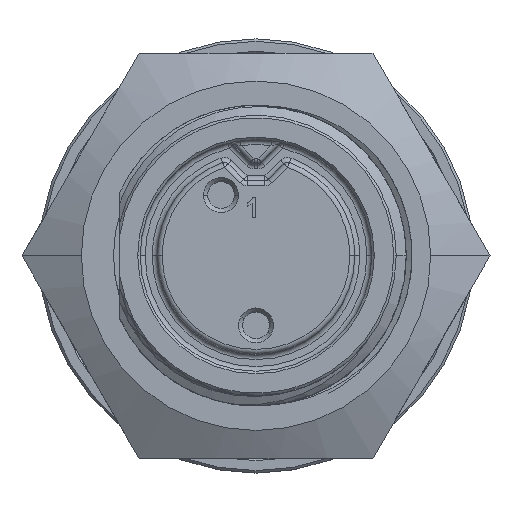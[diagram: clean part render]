
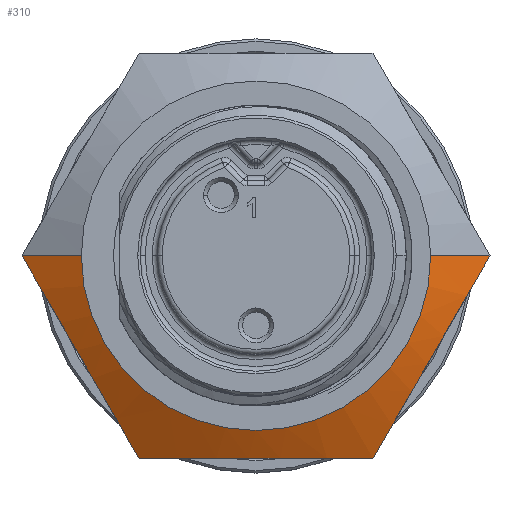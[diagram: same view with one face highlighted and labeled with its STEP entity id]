
A CAD part, top view. The second image highlights one B-rep face of the part: STEP entity #310.
In plain terms, the highlighted conical face has half-angle 61.689 degrees and reference radius 8.89 mm.
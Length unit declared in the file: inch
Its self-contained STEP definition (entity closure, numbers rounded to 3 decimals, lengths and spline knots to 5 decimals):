
#117 = CARTESIAN_POINT ( 'NONE',  ( -0.03979, -0.406, 0.32002 ) ) ;
#310 = ADVANCED_FACE ( 'NONE', ( #5522 ), #25225, .T. ) ;
#1321 = DIRECTION ( 'NONE',  ( -0.88, 0., -0.474 ) ) ;
#1622 = CARTESIAN_POINT ( 'NONE',  ( 0.31188, -0.27181, 0.31758 ) ) ;
#1960 = CARTESIAN_POINT ( 'NONE',  ( -0.43031, -0.06668, 0.30582 ) ) ;
#1996 = B_SPLINE_CURVE_WITH_KNOTS ( 'NONE', 3,
 ( #25578, #11804, #1960, #15783, #3950, #17753, #5961, #19711, #7927, #21683, #9923, #23681 ),
 .UNSPECIFIED., .F., .F.,
 ( 4, 2, 2, 2, 2, 4 ),
 ( 0., 0.003, 0.00601, 0.00751, 0.00901, 0.01201 ),
 .UNSPECIFIED. ) ;
#2026 = CARTESIAN_POINT ( 'NONE',  ( -0.2344, -0.406, 0.28698 ) ) ;
#2115 = CARTESIAN_POINT ( 'NONE',  ( 0.0394, -0.406, 0.32082 ) ) ;
#2117 = CARTESIAN_POINT ( 'NONE',  ( 0., 0., 0.35098 ) ) ;
#2510 = CARTESIAN_POINT ( 'NONE',  ( 0.35, 0., 0.35098 ) ) ;
#2534 = AXIS2_PLACEMENT_3D ( 'NONE', #2117, #9990, #11961 ) ;
#3619 = CARTESIAN_POINT ( 'NONE',  ( 0.36138, -0.18608, 0.32082 ) ) ;
#3950 = CARTESIAN_POINT ( 'NONE',  ( -0.37166, -0.16826, 0.32079 ) ) ;
#4100 = CARTESIAN_POINT ( 'NONE',  ( 0.15708, -0.406, 0.30589 ) ) ;
#4746 = VERTEX_POINT ( 'NONE', #15125 ) ;
#5522 = FACE_OUTER_BOUND ( 'NONE', #20303, .T. ) ;
#5604 = CARTESIAN_POINT ( 'NONE',  ( 0.46881, 0., 0.28698 ) ) ;
#5609 = CARTESIAN_POINT ( 'NONE',  ( 0.39111, -0.13457, 0.31696 ) ) ;
#5719 = ORIENTED_EDGE ( 'NONE', *, *, #23473, .T. ) ;
#5961 = CARTESIAN_POINT ( 'NONE',  ( -0.33186, -0.2372, 0.32003 ) ) ;
#6107 = CARTESIAN_POINT ( 'NONE',  ( 0.2344, -0.406, 0.28698 ) ) ;
#6146 = VERTEX_POINT ( 'NONE', #20882 ) ;
#7365 = CARTESIAN_POINT ( 'NONE',  ( 0.2344, -0.406, 0.28698 ) ) ;
#7580 = CARTESIAN_POINT ( 'NONE',  ( 0.43026, -0.06677, 0.30584 ) ) ;
#7675 = LINE ( 'NONE', #2510, #22738 ) ;
#7927 = CARTESIAN_POINT ( 'NONE',  ( -0.30228, -0.28844, 0.31467 ) ) ;
#8297 = VECTOR ( 'NONE', #1321, 39.37008 ) ;
#8391 = CARTESIAN_POINT ( 'NONE',  ( 0., 0., 0.35098 ) ) ;
#8908 = LINE ( 'NONE', #24928, #8297 ) ;
#9492 = CARTESIAN_POINT ( 'NONE',  ( 0.2344, -0.406, 0.28698 ) ) ;
#9579 = CARTESIAN_POINT ( 'NONE',  ( 0.46881, 0., 0.28698 ) ) ;
#9617 = EDGE_CURVE ( 'NONE', #6146, #10316, #7675, .T. ) ;
#9898 = ORIENTED_EDGE ( 'NONE', *, *, #25091, .T. ) ;
#9923 = CARTESIAN_POINT ( 'NONE',  ( -0.25361, -0.37274, 0.29732 ) ) ;
#9989 = CARTESIAN_POINT ( 'NONE',  ( -0.158, -0.406, 0.30571 ) ) ;
#9990 = DIRECTION ( 'NONE',  ( 0., 0., -1. ) ) ;
#10316 = VERTEX_POINT ( 'NONE', #5604 ) ;
#10379 = DIRECTION ( 'NONE',  ( 1., 0., 0. ) ) ;
#11804 = CARTESIAN_POINT ( 'NONE',  ( -0.44962, -0.03323, 0.29731 ) ) ;
#11960 = CARTESIAN_POINT ( 'NONE',  ( -0.07957, -0.406, 0.3169 ) ) ;
#11961 = DIRECTION ( 'NONE',  ( 1., 0., 0. ) ) ;
#13439 = CARTESIAN_POINT ( 'NONE',  ( 0.2729, -0.33932, 0.30582 ) ) ;
#13937 = CARTESIAN_POINT ( 'NONE',  ( -0.01996, -0.406, 0.32081 ) ) ;
#14323 = DIRECTION ( 'NONE',  ( 0.88, 0., -0.474 ) ) ;
#14954 = CARTESIAN_POINT ( 'NONE',  ( -0.35, 0., 0.35098 ) ) ;
#15125 = CARTESIAN_POINT ( 'NONE',  ( -0.2344, -0.406, 0.28698 ) ) ;
#15305 = B_SPLINE_CURVE_WITH_KNOTS ( 'NONE', 3,
 ( #2026, #19687, #9989, #23742, #11960, #117, #13937, #2115, #15930, #4100, #17902, #6107 ),
 .UNSPECIFIED., .F., .F.,
 ( 4, 2, 2, 2, 2, 4 ),
 ( 0.00518, 0.00817, 0.00967, 0.01117, 0.01417, 0.01716 ),
 .UNSPECIFIED. ) ;
#15449 = CARTESIAN_POINT ( 'NONE',  ( 0.33155, -0.23774, 0.32079 ) ) ;
#15783 = CARTESIAN_POINT ( 'NONE',  ( -0.39133, -0.13419, 0.31758 ) ) ;
#15930 = CARTESIAN_POINT ( 'NONE',  ( 0.07875, -0.406, 0.31766 ) ) ;
#16401 = EDGE_CURVE ( 'NONE', #17029, #22258, #8908, .T. ) ;
#16543 = EDGE_CURVE ( 'NONE', #22367, #10316, #22058, .T. ) ;
#17029 = VERTEX_POINT ( 'NONE', #14954 ) ;
#17412 = CARTESIAN_POINT ( 'NONE',  ( 0.37135, -0.1688, 0.32003 ) ) ;
#17753 = CARTESIAN_POINT ( 'NONE',  ( -0.34184, -0.21992, 0.32082 ) ) ;
#17902 = CARTESIAN_POINT ( 'NONE',  ( 0.19615, -0.406, 0.29728 ) ) ;
#19187 = CIRCLE ( 'NONE', #24593, 0.35 ) ;
#19367 = CARTESIAN_POINT ( 'NONE',  ( 0.40094, -0.11756, 0.31467 ) ) ;
#19475 = ORIENTED_EDGE ( 'NONE', *, *, #9617, .F. ) ;
#19687 = CARTESIAN_POINT ( 'NONE',  ( -0.19643, -0.406, 0.29721 ) ) ;
#19711 = CARTESIAN_POINT ( 'NONE',  ( -0.3121, -0.27143, 0.31696 ) ) ;
#20303 = EDGE_LOOP ( 'NONE', ( #5719, #23338, #9898, #25441, #25246, #19475 ) ) ;
#20310 = EDGE_CURVE ( 'NONE', #4746, #22367, #15305, .T. ) ;
#20882 = CARTESIAN_POINT ( 'NONE',  ( 0.35, 0., 0.35098 ) ) ;
#21260 = CARTESIAN_POINT ( 'NONE',  ( 0.25359, -0.37277, 0.29731 ) ) ;
#21345 = CARTESIAN_POINT ( 'NONE',  ( 0.4496, -0.03326, 0.29732 ) ) ;
#21683 = CARTESIAN_POINT ( 'NONE',  ( -0.27295, -0.33923, 0.30584 ) ) ;
#22058 = B_SPLINE_CURVE_WITH_KNOTS ( 'NONE', 3,
 ( #9492, #21260, #13439, #1622, #15449, #3619, #17412, #5609, #19367, #7580, #21345, #9579 ),
 .UNSPECIFIED., .F., .F.,
 ( 4, 2, 2, 2, 2, 4 ),
 ( 0., 0.003, 0.00601, 0.00751, 0.00901, 0.01201 ),
 .UNSPECIFIED. ) ;
#22139 = DIRECTION ( 'NONE',  ( 0., 0., -1. ) ) ;
#22258 = VERTEX_POINT ( 'NONE', #24920 ) ;
#22367 = VERTEX_POINT ( 'NONE', #7365 ) ;
#22738 = VECTOR ( 'NONE', #14323, 39.37008 ) ;
#23338 = ORIENTED_EDGE ( 'NONE', *, *, #16401, .T. ) ;
#23473 = EDGE_CURVE ( 'NONE', #6146, #17029, #19187, .T. ) ;
#23681 = CARTESIAN_POINT ( 'NONE',  ( -0.2344, -0.406, 0.28698 ) ) ;
#23742 = CARTESIAN_POINT ( 'NONE',  ( -0.09933, -0.406, 0.31459 ) ) ;
#24593 = AXIS2_PLACEMENT_3D ( 'NONE', #8391, #22139, #10379 ) ;
#24920 = CARTESIAN_POINT ( 'NONE',  ( -0.46881, 0., 0.28698 ) ) ;
#24928 = CARTESIAN_POINT ( 'NONE',  ( -0.35, 0., 0.35098 ) ) ;
#25091 = EDGE_CURVE ( 'NONE', #22258, #4746, #1996, .T. ) ;
#25225 = CONICAL_SURFACE ( 'NONE', #2534, 0.35, 1.077 ) ;
#25246 = ORIENTED_EDGE ( 'NONE', *, *, #16543, .T. ) ;
#25441 = ORIENTED_EDGE ( 'NONE', *, *, #20310, .T. ) ;
#25578 = CARTESIAN_POINT ( 'NONE',  ( -0.46881, 0., 0.28698 ) ) ;
